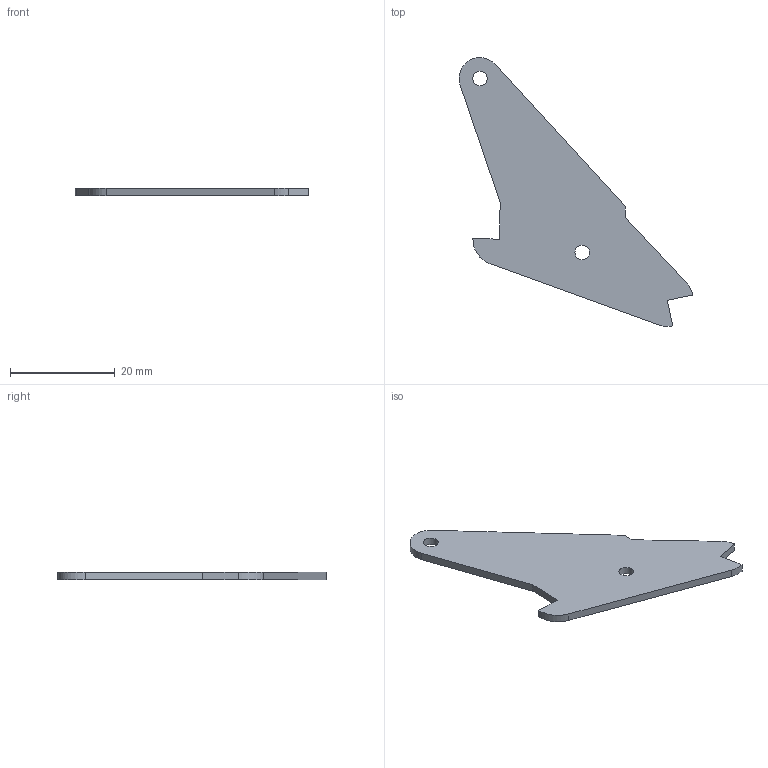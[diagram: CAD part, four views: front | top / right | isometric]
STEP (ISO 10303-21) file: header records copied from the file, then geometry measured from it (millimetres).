
FILE_DESCRIPTION(('CATIA V5 STEP Exchange','CAx-IF Rec.Pracs.--- Model Styling and Organization---1.5--- 2016-08-15','CAx-IF Rec.Pracs.---Supplemental Geometry---1.0---2011-11-01','CAx-IF Rec.Pracs.--- Composite Materials ---3.4---2017-06-13','CAx-IF Rec.Pracs.---External References---2.1---2005-01-19','CAx-IF Rec.Pracs.---Tessellated 3D Geometry---1.0---2015-12-17'),'2;1');
FILE_NAME('Symmetry of F4_Flap_Hinge_Brace_B_GRP_1.5mm.stp','2023-04-05T20:14:20+00:00',('none'),('none'),'CATIA Version 5-6 Release 2020 SP6','CATIA V5 STEP AP242 v2','none');
FILE_SCHEMA(('AP242_MANAGED_MODEL_BASED_3D_ENGINEERING_MIM_LF {1 0 10303 442 1 1 4}'));
Length unit declared in the file: millimetre
Products named in the file (1): Symmetry of F4_Flap_Hinge_Brace_B_GRP_1.5mm
Bounding box: 44.74 x 51.45 x 1.5 mm (x, y, z)
Volume: 1461.9 mm3; surface area: 2213.7 mm2
Topology: 1 solids, 1 shells, 19 faces, 51 edges, 34 vertices
Faces by surface type: plane 11, cylinder 8
Entity records: 604 total; most frequent: CARTESIAN_POINT 103, ORIENTED_EDGE 102, DIRECTION 85, EDGE_CURVE 51, VECTOR 35, LINE 35, AXIS2_PLACEMENT_3D 34, VERTEX_POINT 34
